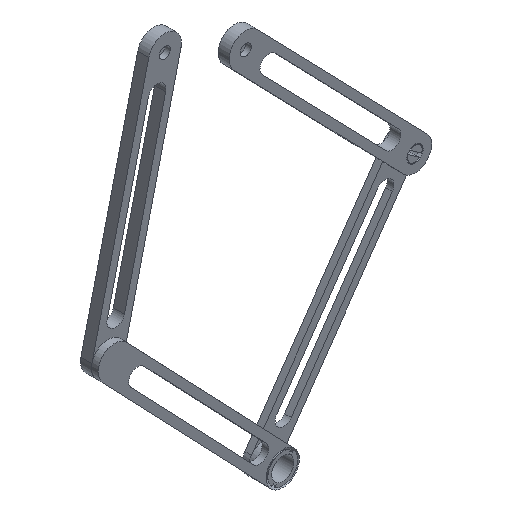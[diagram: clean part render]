
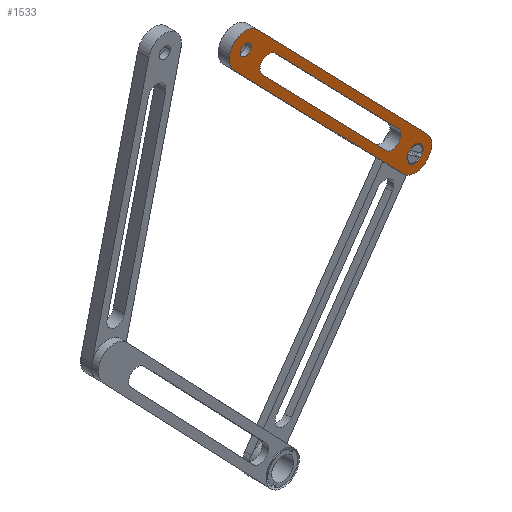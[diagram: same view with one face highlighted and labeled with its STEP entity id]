
A CAD part, isometric view. The second image highlights one B-rep face of the part: STEP entity #1533.
In plain terms, the highlighted planar face has unit normal (0, -1, 0).
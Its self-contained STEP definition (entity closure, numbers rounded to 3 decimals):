
#61=FACE_BOUND('',#371,.T.);
#62=FACE_BOUND('',#372,.T.);
#63=FACE_BOUND('',#373,.T.);
#179=CIRCLE('',#1740,3.7);
#181=CIRCLE('',#1744,7.5);
#182=CIRCLE('',#1745,7.5);
#183=CIRCLE('',#1746,4.);
#184=CIRCLE('',#1747,4.);
#185=CIRCLE('',#1748,2.5);
#266=FACE_OUTER_BOUND('',#370,.T.);
#370=EDGE_LOOP('',(#1355,#1356,#1357,#1358));
#371=EDGE_LOOP('',(#1359,#1360,#1361,#1362));
#372=EDGE_LOOP('',(#1363));
#373=EDGE_LOOP('',(#1364));
#504=LINE('',#2666,#616);
#505=LINE('',#2669,#617);
#506=LINE('',#2674,#618);
#507=LINE('',#2677,#619);
#616=VECTOR('',#2166,10.);
#617=VECTOR('',#2169,10.);
#618=VECTOR('',#2172,10.);
#619=VECTOR('',#2175,10.);
#753=VERTEX_POINT('',#2654);
#755=VERTEX_POINT('',#2662);
#756=VERTEX_POINT('',#2663);
#757=VERTEX_POINT('',#2665);
#758=VERTEX_POINT('',#2667);
#759=VERTEX_POINT('',#2670);
#760=VERTEX_POINT('',#2671);
#761=VERTEX_POINT('',#2673);
#762=VERTEX_POINT('',#2675);
#763=VERTEX_POINT('',#2678);
#956=EDGE_CURVE('',#753,#753,#179,.T.);
#959=EDGE_CURVE('',#755,#756,#181,.T.);
#960=EDGE_CURVE('',#757,#755,#504,.T.);
#961=EDGE_CURVE('',#758,#757,#182,.T.);
#962=EDGE_CURVE('',#756,#758,#505,.T.);
#963=EDGE_CURVE('',#759,#760,#183,.T.);
#964=EDGE_CURVE('',#761,#759,#506,.T.);
#965=EDGE_CURVE('',#762,#761,#184,.T.);
#966=EDGE_CURVE('',#760,#762,#507,.T.);
#967=EDGE_CURVE('',#763,#763,#185,.T.);
#1355=ORIENTED_EDGE('',*,*,#959,.F.);
#1356=ORIENTED_EDGE('',*,*,#960,.F.);
#1357=ORIENTED_EDGE('',*,*,#961,.F.);
#1358=ORIENTED_EDGE('',*,*,#962,.F.);
#1359=ORIENTED_EDGE('',*,*,#963,.F.);
#1360=ORIENTED_EDGE('',*,*,#964,.F.);
#1361=ORIENTED_EDGE('',*,*,#965,.F.);
#1362=ORIENTED_EDGE('',*,*,#966,.F.);
#1363=ORIENTED_EDGE('',*,*,#967,.T.);
#1364=ORIENTED_EDGE('',*,*,#956,.F.);
#1453=PLANE('',#1743);
#1533=ADVANCED_FACE('',(#266,#61,#62,#63),#1453,.F.);
#1740=AXIS2_PLACEMENT_3D('',#2656,#2155,#2156);
#1743=AXIS2_PLACEMENT_3D('',#2661,#2162,#2163);
#1744=AXIS2_PLACEMENT_3D('',#2664,#2164,#2165);
#1745=AXIS2_PLACEMENT_3D('',#2668,#2167,#2168);
#1746=AXIS2_PLACEMENT_3D('',#2672,#2170,#2171);
#1747=AXIS2_PLACEMENT_3D('',#2676,#2173,#2174);
#1748=AXIS2_PLACEMENT_3D('',#2679,#2176,#2177);
#2155=DIRECTION('center_axis',(0.,-1.,0.));
#2156=DIRECTION('ref_axis',(1.,0.,0.));
#2162=DIRECTION('center_axis',(0.,1.,0.));
#2163=DIRECTION('ref_axis',(1.,0.,0.));
#2164=DIRECTION('center_axis',(0.,1.,0.));
#2165=DIRECTION('ref_axis',(0.,0.,1.));
#2166=DIRECTION('',(1.,0.,0.));
#2167=DIRECTION('center_axis',(0.,1.,0.));
#2168=DIRECTION('ref_axis',(0.,0.,-1.));
#2169=DIRECTION('',(-1.,0.,0.));
#2170=DIRECTION('center_axis',(0.,-1.,0.));
#2171=DIRECTION('ref_axis',(0.,0.,1.));
#2172=DIRECTION('',(1.,0.,0.));
#2173=DIRECTION('center_axis',(0.,-1.,0.));
#2174=DIRECTION('ref_axis',(0.,0.,-1.));
#2175=DIRECTION('',(-1.,0.,0.));
#2176=DIRECTION('center_axis',(0.,1.,0.));
#2177=DIRECTION('ref_axis',(0.,0.,-1.));
#2654=CARTESIAN_POINT('',(-113.7,0.,60.));
#2656=CARTESIAN_POINT('Origin',(-110.,0.,60.));
#2661=CARTESIAN_POINT('Origin',(-55.,0.,60.));
#2662=CARTESIAN_POINT('',(0.,0.,67.5));
#2663=CARTESIAN_POINT('',(0.,0.,52.5));
#2664=CARTESIAN_POINT('Origin',(0.,0.,60.));
#2665=CARTESIAN_POINT('',(-110.,0.,67.5));
#2666=CARTESIAN_POINT('',(-110.,0.,67.5));
#2667=CARTESIAN_POINT('',(-110.,0.,52.5));
#2668=CARTESIAN_POINT('Origin',(-110.,0.,60.));
#2669=CARTESIAN_POINT('',(0.,0.,52.5));
#2670=CARTESIAN_POINT('',(-15.,0.,56.));
#2671=CARTESIAN_POINT('',(-15.,0.,64.));
#2672=CARTESIAN_POINT('Origin',(-15.,0.,60.));
#2673=CARTESIAN_POINT('',(-95.,0.,56.));
#2674=CARTESIAN_POINT('',(-15.,0.,56.));
#2675=CARTESIAN_POINT('',(-95.,0.,64.));
#2676=CARTESIAN_POINT('Origin',(-95.,0.,60.));
#2677=CARTESIAN_POINT('',(-95.,0.,64.));
#2678=CARTESIAN_POINT('',(0.,0.,62.5));
#2679=CARTESIAN_POINT('Origin',(0.,0.,60.));
